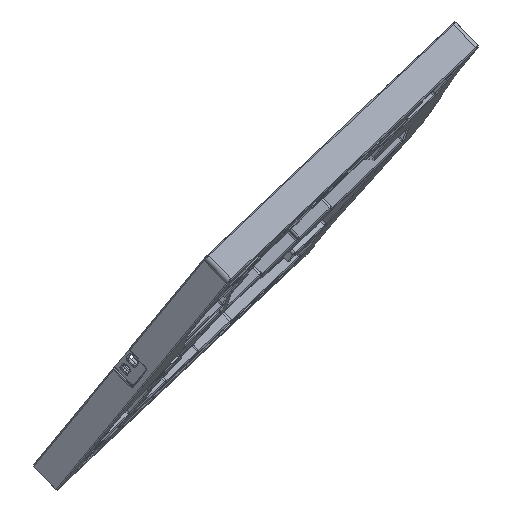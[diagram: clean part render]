
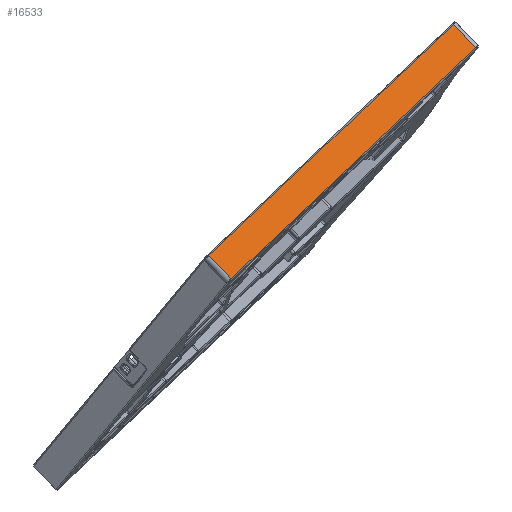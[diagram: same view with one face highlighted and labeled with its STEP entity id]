
A CAD part, left-side view. The second image highlights one B-rep face of the part: STEP entity #16533.
In plain terms, the highlighted planar face has unit normal (-0.962, -0.174, 0.21).
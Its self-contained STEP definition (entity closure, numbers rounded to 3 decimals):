
#2191=DIRECTION('',(-0.271,0.7,-0.661));
#2192=VECTOR('',#2191,135.839);
#2193=CARTESIAN_POINT('',(-216.291,-107.99,
368.487));
#2194=LINE('',#2193,#2192);
#2195=DIRECTION('',(0.032,0.693,0.72));
#2196=VECTOR('',#2195,12.5);
#2197=CARTESIAN_POINT('',(-253.061,-12.952,
278.665));
#2198=LINE('',#2197,#2196);
#2199=DIRECTION('',(0.271,-0.7,0.661));
#2200=VECTOR('',#2199,135.839);
#2201=CARTESIAN_POINT('',(-252.659,-4.288,
287.667));
#2202=LINE('',#2201,#2200);
#2382=DIRECTION('',(0.032,0.693,0.72));
#2383=VECTOR('',#2382,12.5);
#2384=CARTESIAN_POINT('',(-216.291,-107.99,
368.487));
#2385=LINE('',#2384,#2383);
#12808=CARTESIAN_POINT('',(-252.659,-4.288,
287.667));
#12809=VERTEX_POINT('',#12808);
#12812=CARTESIAN_POINT('',(-215.889,-99.327,
377.489));
#12813=VERTEX_POINT('',#12812);
#12814=CARTESIAN_POINT('',(-216.291,-107.99,
368.487));
#12815=CARTESIAN_POINT('',(-253.061,-12.952,
278.665));
#12816=VERTEX_POINT('',#12814);
#12817=VERTEX_POINT('',#12815);
#16519=CARTESIAN_POINT('',(-215.766,-109.736,
369.45));
#16520=DIRECTION('',(-0.962,-0.174,0.21));
#16521=DIRECTION('',(-0.271,0.7,-0.661));
#16522=AXIS2_PLACEMENT_3D('',#16519,#16520,#16521);
#16523=PLANE('',#16522);
#16525=ORIENTED_EDGE('',*,*,#16524,.T.);
#16527=ORIENTED_EDGE('',*,*,#16526,.T.);
#16528=ORIENTED_EDGE('',*,*,#16510,.T.);
#16530=ORIENTED_EDGE('',*,*,#16529,.F.);
#16531=EDGE_LOOP('',(#16525,#16527,#16528,#16530));
#16532=FACE_OUTER_BOUND('',#16531,.F.);
#16533=ADVANCED_FACE('',(#16532),#16523,.T.);
#16510=EDGE_CURVE('',#12809,#12813,#2202,.T.);
#16524=EDGE_CURVE('',#12816,#12817,#2194,.T.);
#16526=EDGE_CURVE('',#12817,#12809,#2198,.T.);
#16529=EDGE_CURVE('',#12816,#12813,#2385,.T.);
